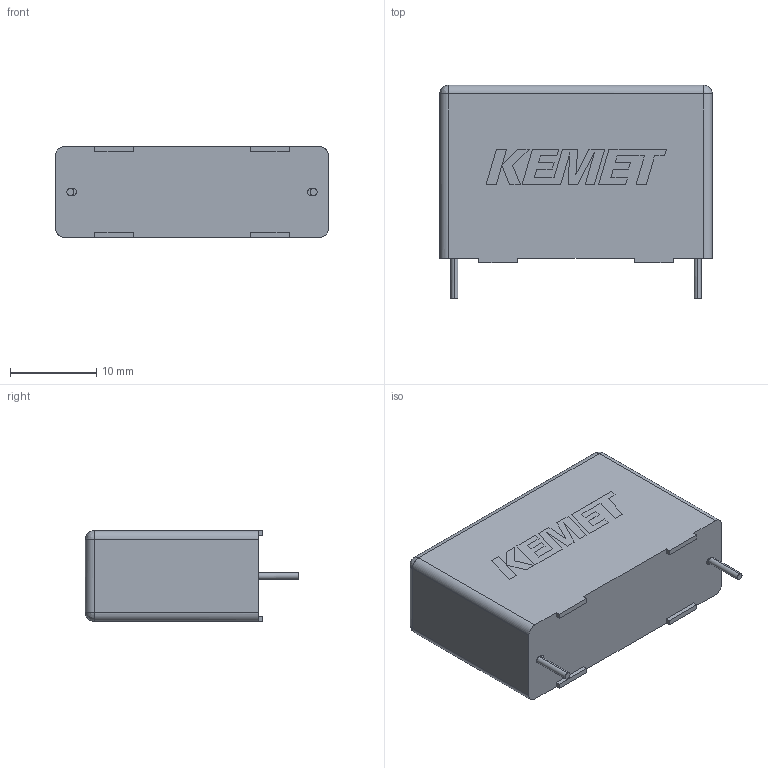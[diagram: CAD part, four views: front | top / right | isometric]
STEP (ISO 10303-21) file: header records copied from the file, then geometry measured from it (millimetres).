
FILE_DESCRIPTION(/* description */ (''),/* implementation_level */ '2;1');
FILE_NAME(/* name */ 'TH528B~1',/* time_stamp */ '2017-04-05T18:37:45+03:00',/* author */ (''),/* organization */ (''),/* preprocessor_version */ 'ST-DEVELOPER v15',/* originating_system */ '',/* authorisation */ '');
FILE_SCHEMA (('AUTOMOTIVE_DESIGN'));
Length unit declared in the file: millimetre
Products named in the file (1): Document
Bounding box: 31.5 x 24.66 x 10.5 mm (x, y, z)
Surface area: 2415.4 mm2 (no closed solid volume)
Topology: 0 solids, 97 shells, 97 faces, 502 edges, 498 vertices
Faces by surface type: plane 79, bspline 18
Entity records: 5627 total; most frequent: CARTESIAN_POINT 2059, ORIENTED_EDGE 498, EDGE_CURVE 498, VERTEX_POINT 498, B_SPLINE_CURVE_WITH_KNOTS 450, EDGE_LOOP 99, COLOUR_RGB 97, FILL_AREA_STYLE_COLOUR 97
